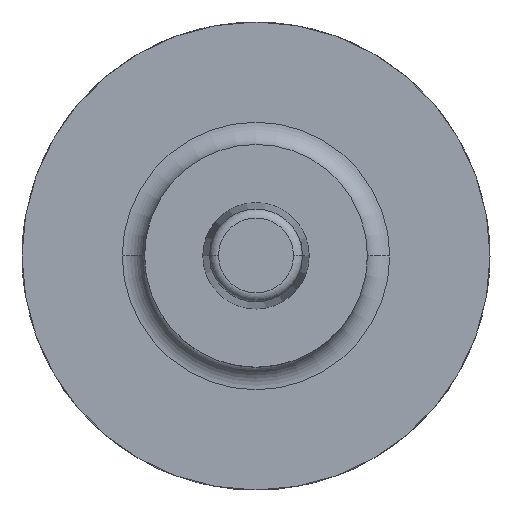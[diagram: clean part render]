
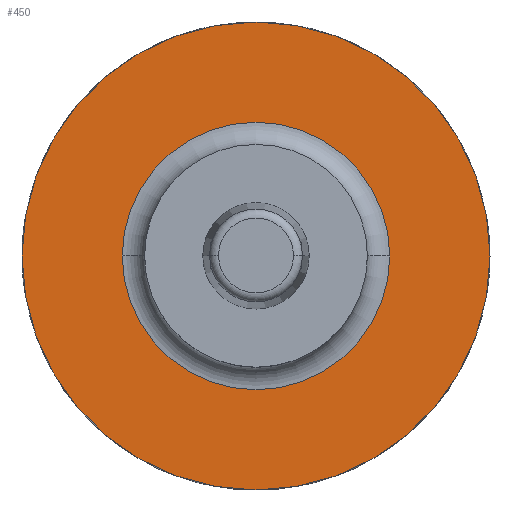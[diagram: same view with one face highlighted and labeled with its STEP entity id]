
A CAD part, top view. The second image highlights one B-rep face of the part: STEP entity #450.
In plain terms, the highlighted planar face has unit normal (0, 0, 1).
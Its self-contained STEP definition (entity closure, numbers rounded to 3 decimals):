
#71 = AXIS2_PLACEMENT_3D ( 'NONE', #1627, #239, #1167 ) ;
#196 = EDGE_LOOP ( 'NONE', ( #598, #1685 ) ) ;
#231 = CIRCLE ( 'NONE', #363, 18. ) ;
#239 = DIRECTION ( 'NONE',  ( 0., 0., -1. ) ) ;
#253 = CARTESIAN_POINT ( 'NONE',  ( 31.5, 0., 27. ) ) ;
#311 = EDGE_CURVE ( 'NONE', #1440, #1076, #1276, .T. ) ;
#344 = EDGE_LOOP ( 'NONE', ( #1243, #865 ) ) ;
#363 = AXIS2_PLACEMENT_3D ( 'NONE', #836, #1507, #716 ) ;
#450 = ADVANCED_FACE ( 'NONE', ( #1257, #1344 ), #1159, .F. ) ;
#526 = EDGE_CURVE ( 'NONE', #1076, #1440, #1489, .T. ) ;
#553 = CIRCLE ( 'NONE', #1544, 18. ) ;
#569 = EDGE_CURVE ( 'NONE', #1195, #1637, #553, .T. ) ;
#598 = ORIENTED_EDGE ( 'NONE', *, *, #526, .F. ) ;
#602 = EDGE_CURVE ( 'NONE', #1637, #1195, #231, .T. ) ;
#637 = CARTESIAN_POINT ( 'NONE',  ( 0., 0., 27. ) ) ;
#650 = AXIS2_PLACEMENT_3D ( 'NONE', #1294, #1560, #767 ) ;
#656 = DIRECTION ( 'NONE',  ( -1., 0., 0. ) ) ;
#706 = CARTESIAN_POINT ( 'NONE',  ( 18., 0., 27. ) ) ;
#716 = DIRECTION ( 'NONE',  ( -1., 0., 0. ) ) ;
#767 = DIRECTION ( 'NONE',  ( -1., 0., 0. ) ) ;
#836 = CARTESIAN_POINT ( 'NONE',  ( 0., 0., 27. ) ) ;
#839 = AXIS2_PLACEMENT_3D ( 'NONE', #877, #1288, #1028 ) ;
#865 = ORIENTED_EDGE ( 'NONE', *, *, #602, .T. ) ;
#877 = CARTESIAN_POINT ( 'NONE',  ( 0., 0., 27. ) ) ;
#882 = CARTESIAN_POINT ( 'NONE',  ( -18., 0., 27. ) ) ;
#1028 = DIRECTION ( 'NONE',  ( -1., 0., 0. ) ) ;
#1076 = VERTEX_POINT ( 'NONE', #1223 ) ;
#1159 = PLANE ( 'NONE',  #650 ) ;
#1167 = DIRECTION ( 'NONE',  ( -1., 0., 0. ) ) ;
#1195 = VERTEX_POINT ( 'NONE', #882 ) ;
#1223 = CARTESIAN_POINT ( 'NONE',  ( -31.5, 0., 27. ) ) ;
#1243 = ORIENTED_EDGE ( 'NONE', *, *, #569, .T. ) ;
#1257 = FACE_BOUND ( 'NONE', #344, .T. ) ;
#1276 = CIRCLE ( 'NONE', #839, 31.5 ) ;
#1288 = DIRECTION ( 'NONE',  ( 0., 0., -1. ) ) ;
#1294 = CARTESIAN_POINT ( 'NONE',  ( 0., 0., 27. ) ) ;
#1315 = DIRECTION ( 'NONE',  ( 0., 0., -1. ) ) ;
#1344 = FACE_OUTER_BOUND ( 'NONE', #196, .T. ) ;
#1440 = VERTEX_POINT ( 'NONE', #253 ) ;
#1489 = CIRCLE ( 'NONE', #71, 31.5 ) ;
#1507 = DIRECTION ( 'NONE',  ( 0., 0., -1. ) ) ;
#1544 = AXIS2_PLACEMENT_3D ( 'NONE', #637, #1315, #656 ) ;
#1560 = DIRECTION ( 'NONE',  ( 0., 0., -1. ) ) ;
#1627 = CARTESIAN_POINT ( 'NONE',  ( 0., 0., 27. ) ) ;
#1637 = VERTEX_POINT ( 'NONE', #706 ) ;
#1685 = ORIENTED_EDGE ( 'NONE', *, *, #311, .F. ) ;
